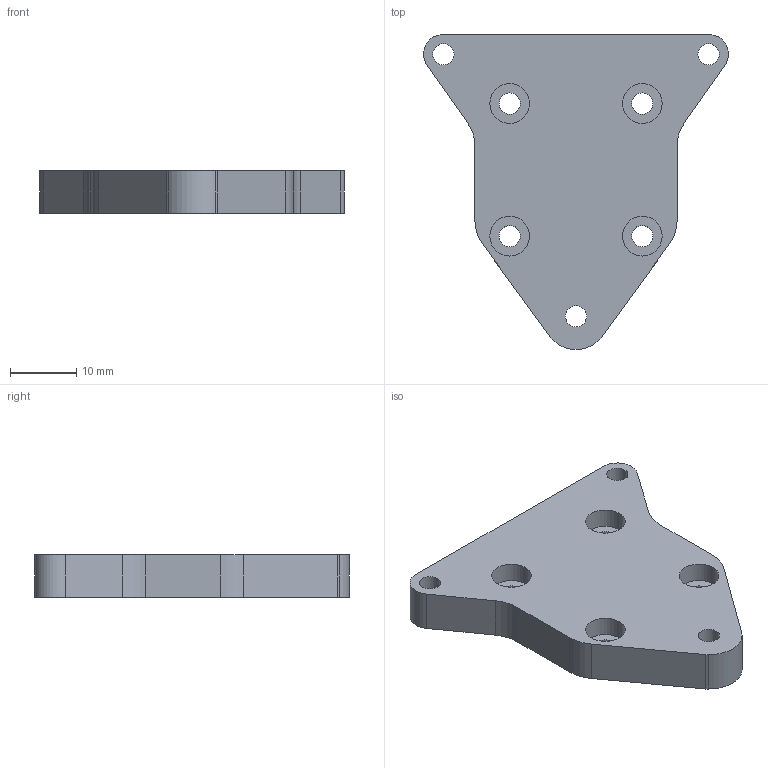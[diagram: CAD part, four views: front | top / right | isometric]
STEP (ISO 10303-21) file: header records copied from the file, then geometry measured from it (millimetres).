
FILE_DESCRIPTION(/* description */ (''),/* implementation_level */ '2;1');
FILE_NAME(/* name */ 'Master-Sprite_V1_.250_6061.step',/* time_stamp */ '2023-01-31T19:35:42-05:00',/* author */ (''),/* organization */ (''),/* preprocessor_version */ 'ST-DEVELOPER v19.2',/* originating_system */ 'Autodesk Translation Framework v11.17.0.187',/* authorisation */ '');
FILE_SCHEMA (('AUTOMOTIVE_DESIGN { 1 0 10303 214 3 1 1 }'));
Length unit declared in the file: millimetre
Products named in the file (1): SPRITE Adapter Plate
Bounding box: 45.99 x 47.51 x 6.35 mm (x, y, z)
Volume: 8077.3 mm3; surface area: 4159.3 mm2
Topology: 1 solids, 1 shells, 33 faces, 81 edges, 54 vertices
Faces by surface type: cylinder 18, plane 15
Full cylindrical faces by diameter (mm): 3.2 x7, 6 x4
Entity records: 1059 total; most frequent: DIRECTION 185, CARTESIAN_POINT 169, ORIENTED_EDGE 162, EDGE_CURVE 81, AXIS2_PLACEMENT_3D 70, VERTEX_POINT 54, EDGE_LOOP 51, LINE 45
